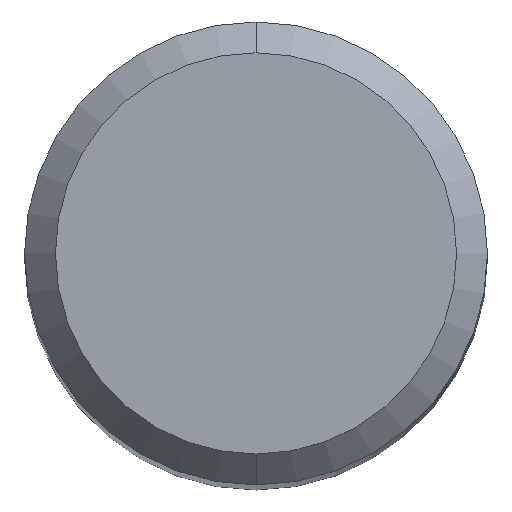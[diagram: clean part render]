
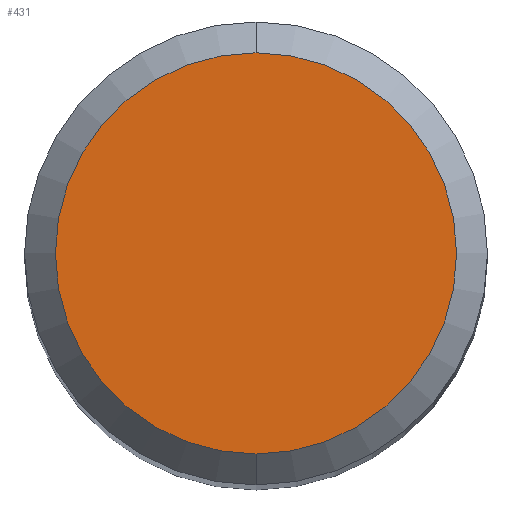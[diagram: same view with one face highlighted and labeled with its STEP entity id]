
A CAD part, top view. The second image highlights one B-rep face of the part: STEP entity #431.
In plain terms, the highlighted planar face has unit normal (0, 0, 1).
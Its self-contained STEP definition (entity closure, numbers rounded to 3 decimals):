
#183=VERTEX_POINT('',#483);
#289=EDGE_CURVE('',#183,#323,#601,.T.);
#315=EDGE_CURVE('',#323,#183,#630,.T.);
#323=VERTEX_POINT('',#639);
#431=ADVANCED_FACE('',(#756),#757,.T.);
#483=CARTESIAN_POINT('',(0.,-2.6,0.0));
#601=CIRCLE('',#1041,2.6);
#630=CIRCLE('',#1081,2.6);
#639=CARTESIAN_POINT('',(0.0,2.6,0.0));
#756=FACE_OUTER_BOUND('',#1352,.T.);
#757=PLANE('',#1353);
#1041=AXIS2_PLACEMENT_3D('',#1568,#1569,#1570);
#1081=AXIS2_PLACEMENT_3D('',#1606,#1607,#1608);
#1352=EDGE_LOOP('',(#1726,#1727));
#1353=AXIS2_PLACEMENT_3D('',#1728,#1729,#1730);
#1568=CARTESIAN_POINT('',(0.0,0.0,0.0));
#1569=DIRECTION('',(0.0,0.0,-1.0));
#1570=DIRECTION('',(0.0,1.0,0.0));
#1606=CARTESIAN_POINT('',(0.0,0.0,0.0));
#1607=DIRECTION('',(0.0,0.0,-1.0));
#1608=DIRECTION('',(0.0,1.0,0.0));
#1726=ORIENTED_EDGE('',*,*,#315,.F.);
#1727=ORIENTED_EDGE('',*,*,#289,.F.);
#1728=CARTESIAN_POINT('',(0.0,1.3,0.0));
#1729=DIRECTION('',(-0.0,0.0,1.0));
#1730=DIRECTION('',(0.0,-1.0,0.0));
